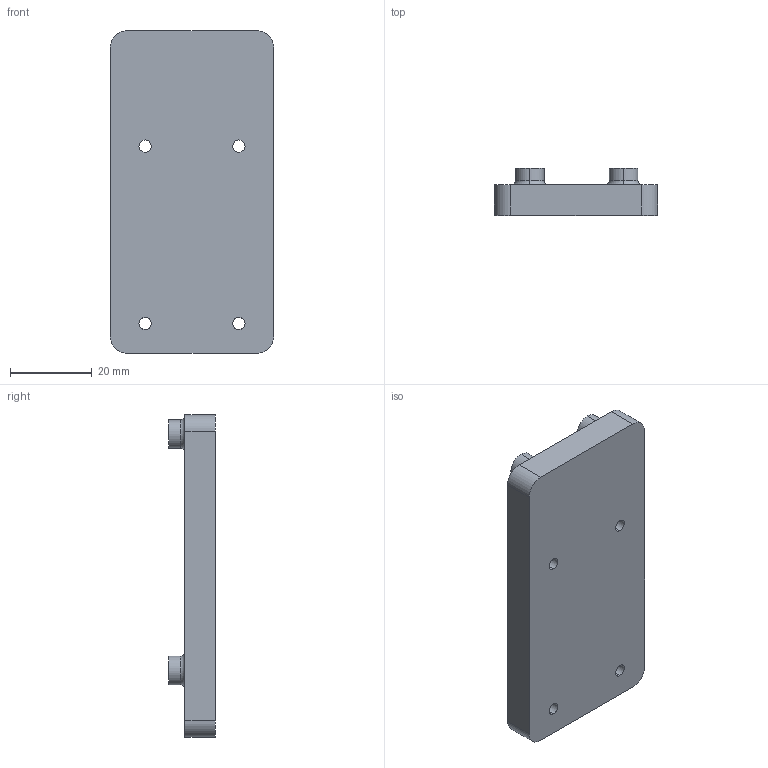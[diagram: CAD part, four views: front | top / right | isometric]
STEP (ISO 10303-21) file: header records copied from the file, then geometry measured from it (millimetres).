
FILE_DESCRIPTION (( 'STEP AP203' ), '1' );
FILE_NAME ('PiZeroMount.STEP', '2024-08-14T01:11:04', ( '' ), ( '' ), 'SwSTEP 2.0', 'SolidWorks 2020', '' );
FILE_SCHEMA (( 'CONFIG_CONTROL_DESIGN' ));
Length unit declared in the file: millimetre
Products named in the file (1): PiZeroMount
Bounding box: 40 x 11.5 x 79 mm (x, y, z)
Volume: 23688.8 mm3; surface area: 8990.4 mm2
Topology: 1 solids, 1 shells, 107 faces, 262 edges, 172 vertices
Faces by surface type: plane 55, cylinder 28, bspline 16, torus 8
Entity records: 4293 total; most frequent: CARTESIAN_POINT 1710, ORIENTED_EDGE 524, DIRECTION 486, EDGE_CURVE 262, VERTEX_POINT 172, AXIS2_PLACEMENT_3D 164, LINE 158, VECTOR 158
